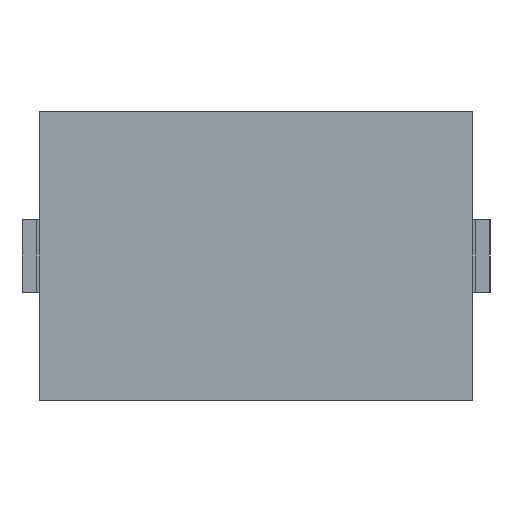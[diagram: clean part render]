
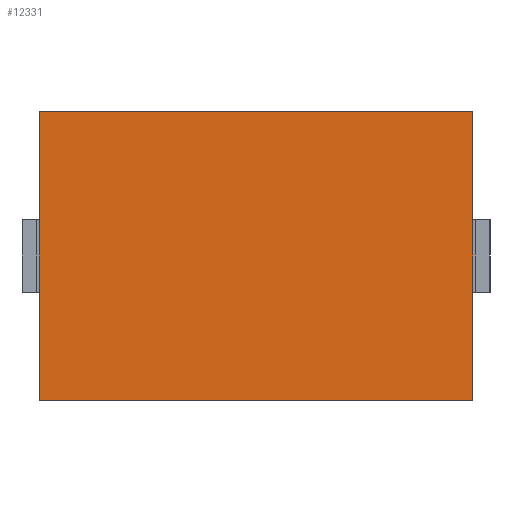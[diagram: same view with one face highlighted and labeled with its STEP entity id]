
A CAD part, left-side view. The second image highlights one B-rep face of the part: STEP entity #12331.
In plain terms, the highlighted planar face has unit normal (-1, 0, 0).
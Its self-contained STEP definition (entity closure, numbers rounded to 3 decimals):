
#2912 = ORIENTED_EDGE ( 'NONE', *, *, #12297, .T. ) ;
#2913 = ORIENTED_EDGE ( 'NONE', *, *, #12294, .F. ) ;
#2914 = ORIENTED_EDGE ( 'NONE', *, *, #12296, .F. ) ;
#2915 = ORIENTED_EDGE ( 'NONE', *, *, #12295, .T. ) ;
#4185 = VERTEX_POINT ( 'NONE', #11186 ) ;
#4244 = VERTEX_POINT ( 'NONE', #11245 ) ;
#4255 = VERTEX_POINT ( 'NONE', #11256 ) ;
#4260 = VERTEX_POINT ( 'NONE', #11261 ) ;
#5168 = EDGE_LOOP ( 'NONE', ( #2915, #2913, #2914, #2912 ) ) ;
#10693 = VECTOR ( 'NONE', #11856, 1000. ) ;
#10694 = VECTOR ( 'NONE', #11859, 1000. ) ;
#10695 = VECTOR ( 'NONE', #11862, 1000. ) ;
#10696 = VECTOR ( 'NONE', #11865, 1000. ) ;
#10718 = FACE_OUTER_BOUND ( 'NONE', #5168, .T. ) ;
#10756 = AXIS2_PLACEMENT_3D ( 'NONE', #11990, #11991, #11992 ) ;
#11186 = CARTESIAN_POINT ( 'NONE',  ( -2., -1.5, 1. ) ) ;
#11245 = CARTESIAN_POINT ( 'NONE',  ( -2., 1.5, 1. ) ) ;
#11256 = CARTESIAN_POINT ( 'NONE',  ( -2., -1.5, -1. ) ) ;
#11261 = CARTESIAN_POINT ( 'NONE',  ( -2., 1.5, -1. ) ) ;
#11854 = LINE ( 'NONE', #11855, #10693 ) ;
#11855 = CARTESIAN_POINT ( 'NONE',  ( -2., -1.5, 1. ) ) ;
#11856 = DIRECTION ( 'NONE',  ( 0., 0., -1. ) ) ;
#11857 = LINE ( 'NONE', #11858, #10694 ) ;
#11858 = CARTESIAN_POINT ( 'NONE',  ( -2., 0., -1. ) ) ;
#11859 = DIRECTION ( 'NONE',  ( 0., -1., 0. ) ) ;
#11860 = LINE ( 'NONE', #11861, #10695 ) ;
#11861 = CARTESIAN_POINT ( 'NONE',  ( -2., 0., 1. ) ) ;
#11862 = DIRECTION ( 'NONE',  ( 0., -1., 0. ) ) ;
#11863 = LINE ( 'NONE', #11864, #10696 ) ;
#11864 = CARTESIAN_POINT ( 'NONE',  ( -2., 1.5, 1. ) ) ;
#11865 = DIRECTION ( 'NONE',  ( 0., 0., -1. ) ) ;
#11989 = PLANE ( 'NONE',  #10756 ) ;
#11990 = CARTESIAN_POINT ( 'NONE',  ( -2., 0., 1. ) ) ;
#11991 = DIRECTION ( 'NONE',  ( 1., 0., 0. ) ) ;
#11992 = DIRECTION ( 'NONE',  ( 0., 0., -1. ) ) ;
#12294 = EDGE_CURVE ( 'NONE', #4185, #4255, #11854, .T. ) ;
#12295 = EDGE_CURVE ( 'NONE', #4260, #4255, #11857, .T. ) ;
#12296 = EDGE_CURVE ( 'NONE', #4244, #4185, #11860, .T. ) ;
#12297 = EDGE_CURVE ( 'NONE', #4244, #4260, #11863, .T. ) ;
#12331 = ADVANCED_FACE ( 'NONE', ( #10718 ), #11989, .F. ) ;
